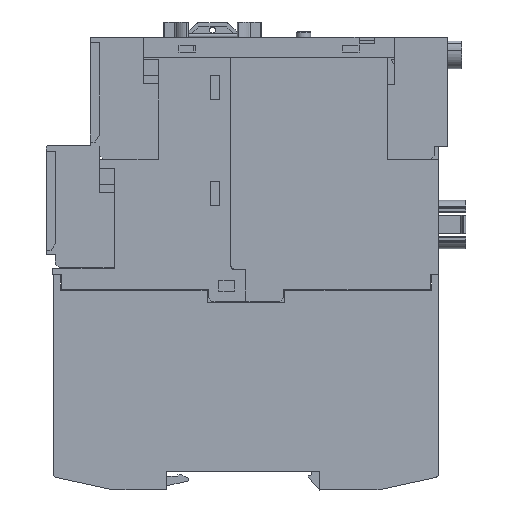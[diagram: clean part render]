
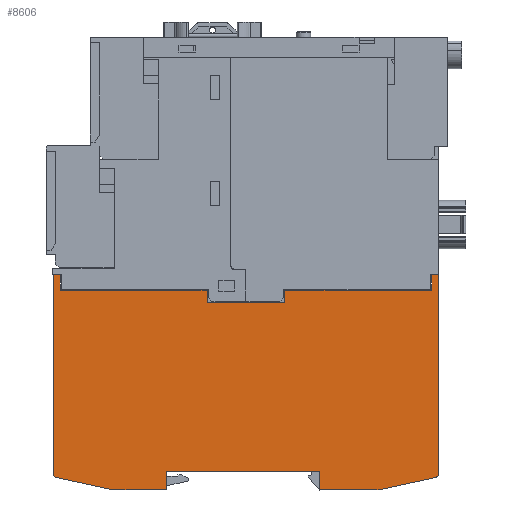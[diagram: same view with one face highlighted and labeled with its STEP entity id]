
A CAD part, left-side view. The second image highlights one B-rep face of the part: STEP entity #8606.
In plain terms, the highlighted planar face has unit normal (-1, 0, 0).
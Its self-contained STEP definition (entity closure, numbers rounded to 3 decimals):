
#8606=ADVANCED_FACE('',(#17856),#17857,.F.);
#17856=FACE_OUTER_BOUND('',#27621,.T.);
#17857=PLANE('',#27622);
#27621=EDGE_LOOP('',(#55343,#55344,#55345,#55346,#55347,#55348,#55349,#55350,#55351,#55352,#55353,#55354,#55355,#55356,#55357,#55358,#55359,#55360,#55361,#55362,#55363,#55364,#55365,#55366));
#27622=AXIS2_PLACEMENT_3D('',#55367,#55368,#55369);
#55343=ORIENTED_EDGE('',*,*,#68304,.T.);
#55344=ORIENTED_EDGE('',*,*,#68261,.T.);
#55345=ORIENTED_EDGE('',*,*,#69964,.T.);
#55346=ORIENTED_EDGE('',*,*,#69965,.T.);
#55347=ORIENTED_EDGE('',*,*,#69966,.T.);
#55348=ORIENTED_EDGE('',*,*,#69967,.T.);
#55349=ORIENTED_EDGE('',*,*,#69968,.T.);
#55350=ORIENTED_EDGE('',*,*,#69969,.T.);
#55351=ORIENTED_EDGE('',*,*,#69970,.T.);
#55352=ORIENTED_EDGE('',*,*,#69971,.T.);
#55353=ORIENTED_EDGE('',*,*,#69972,.T.);
#55354=ORIENTED_EDGE('',*,*,#69973,.T.);
#55355=ORIENTED_EDGE('',*,*,#69974,.T.);
#55356=ORIENTED_EDGE('',*,*,#69975,.F.);
#55357=ORIENTED_EDGE('',*,*,#69976,.T.);
#55358=ORIENTED_EDGE('',*,*,#69977,.T.);
#55359=ORIENTED_EDGE('',*,*,#69978,.T.);
#55360=ORIENTED_EDGE('',*,*,#69979,.T.);
#55361=ORIENTED_EDGE('',*,*,#69980,.T.);
#55362=ORIENTED_EDGE('',*,*,#69981,.T.);
#55363=ORIENTED_EDGE('',*,*,#69982,.T.);
#55364=ORIENTED_EDGE('',*,*,#69983,.F.);
#55365=ORIENTED_EDGE('',*,*,#69984,.T.);
#55366=ORIENTED_EDGE('',*,*,#69960,.T.);
#55367=CARTESIAN_POINT('',(0.1,58.272,28.736));
#55368=DIRECTION('',(1.0,0.0,0.0));
#55369=DIRECTION('',(0.0,0.0,-1.0));
#68261=EDGE_CURVE('',#84654,#84652,#84655,.T.);
#68304=EDGE_CURVE('',#84723,#84654,#84724,.T.);
#69960=EDGE_CURVE('',#87172,#84723,#87173,.T.);
#69964=EDGE_CURVE('',#84652,#87178,#87179,.T.);
#69965=EDGE_CURVE('',#87178,#87180,#87181,.T.);
#69966=EDGE_CURVE('',#87180,#87182,#87183,.T.);
#69967=EDGE_CURVE('',#87182,#87184,#87185,.T.);
#69968=EDGE_CURVE('',#87184,#87186,#87187,.T.);
#69969=EDGE_CURVE('',#87186,#87188,#87189,.T.);
#69970=EDGE_CURVE('',#87188,#87190,#87191,.T.);
#69971=EDGE_CURVE('',#87190,#87192,#87193,.T.);
#69972=EDGE_CURVE('',#87192,#87194,#87195,.T.);
#69973=EDGE_CURVE('',#87194,#87196,#87197,.T.);
#69974=EDGE_CURVE('',#87196,#87198,#87199,.T.);
#69975=EDGE_CURVE('',#87200,#87198,#87201,.T.);
#69976=EDGE_CURVE('',#87200,#87202,#87203,.T.);
#69977=EDGE_CURVE('',#87202,#87204,#87205,.T.);
#69978=EDGE_CURVE('',#87204,#87206,#87207,.T.);
#69979=EDGE_CURVE('',#87206,#87208,#87209,.T.);
#69980=EDGE_CURVE('',#87208,#87210,#87211,.T.);
#69981=EDGE_CURVE('',#87210,#87212,#87213,.T.);
#69982=EDGE_CURVE('',#87212,#87214,#87215,.T.);
#69983=EDGE_CURVE('',#87216,#87214,#87217,.T.);
#69984=EDGE_CURVE('',#87216,#87172,#87218,.T.);
#84652=VERTEX_POINT('',#108434);
#84654=VERTEX_POINT('',#108437);
#84655=LINE('',#108438,#108439);
#84723=VERTEX_POINT('',#108534);
#84724=LINE('',#108535,#108536);
#87172=VERTEX_POINT('',#112010);
#87173=LINE('',#112011,#112012);
#87178=VERTEX_POINT('',#112019);
#87179=LINE('',#112020,#112021);
#87180=VERTEX_POINT('',#112022);
#87181=LINE('',#112023,#112024);
#87182=VERTEX_POINT('',#112025);
#87183=LINE('',#112026,#112027);
#87184=VERTEX_POINT('',#112028);
#87185=LINE('',#112029,#112030);
#87186=VERTEX_POINT('',#112031);
#87187=LINE('',#112032,#112033);
#87188=VERTEX_POINT('',#112034);
#87189=LINE('',#112035,#112036);
#87190=VERTEX_POINT('',#112037);
#87191=LINE('',#112038,#112039);
#87192=VERTEX_POINT('',#112040);
#87193=LINE('',#112041,#112042);
#87194=VERTEX_POINT('',#112043);
#87195=LINE('',#112044,#112045);
#87196=VERTEX_POINT('',#112046);
#87197=LINE('',#112047,#112048);
#87198=VERTEX_POINT('',#112049);
#87199=LINE('',#112050,#112051);
#87200=VERTEX_POINT('',#112052);
#87201=CIRCLE('',#112053,0.8);
#87202=VERTEX_POINT('',#112054);
#87203=LINE('',#112055,#112056);
#87204=VERTEX_POINT('',#112057);
#87205=LINE('',#112058,#112059);
#87206=VERTEX_POINT('',#112060);
#87207=LINE('',#112061,#112062);
#87208=VERTEX_POINT('',#112063);
#87209=LINE('',#112064,#112065);
#87210=VERTEX_POINT('',#112066);
#87211=LINE('',#112067,#112068);
#87212=VERTEX_POINT('',#112069);
#87213=LINE('',#112070,#112071);
#87214=VERTEX_POINT('',#112072);
#87215=LINE('',#112073,#112074);
#87216=VERTEX_POINT('',#112075);
#87217=CIRCLE('',#112076,0.8);
#87218=LINE('',#112077,#112078);
#108434=CARTESIAN_POINT('',(0.1,8.7,57.15));
#108437=CARTESIAN_POINT('',(0.1,7.3,57.15));
#108438=CARTESIAN_POINT('',(0.1,33.299,57.15));
#108439=VECTOR('',#123568,1.0);
#108534=CARTESIAN_POINT('',(0.1,7.3,57.2));
#108535=CARTESIAN_POINT('',(0.1,7.3,55.043));
#108536=VECTOR('',#123623,1.0);
#112010=CARTESIAN_POINT('',(0.1,7.25,57.2));
#112011=CARTESIAN_POINT('',(0.1,7.25,57.2));
#112012=VECTOR('',#125229,1.0);
#112019=CARTESIAN_POINT('',(0.1,9.05,56.8));
#112020=CARTESIAN_POINT('',(0.1,8.65,57.2));
#112021=VECTOR('',#125232,1.0);
#112022=CARTESIAN_POINT('',(0.1,9.05,52.9));
#112023=CARTESIAN_POINT('',(0.1,9.05,56.8));
#112024=VECTOR('',#125233,1.0);
#112025=CARTESIAN_POINT('',(0.1,47.95,52.9));
#112026=CARTESIAN_POINT('',(0.1,9.05,52.9));
#112027=VECTOR('',#125234,1.0);
#112028=CARTESIAN_POINT('',(0.1,47.95,49.7));
#112029=CARTESIAN_POINT('',(0.1,47.95,52.9));
#112030=VECTOR('',#125235,1.0);
#112031=CARTESIAN_POINT('',(0.1,68.55,49.7));
#112032=CARTESIAN_POINT('',(0.1,47.95,49.7));
#112033=VECTOR('',#125236,1.0);
#112034=CARTESIAN_POINT('',(0.1,68.55,52.9));
#112035=CARTESIAN_POINT('',(0.1,68.55,49.7));
#112036=VECTOR('',#125237,1.0);
#112037=CARTESIAN_POINT('',(0.1,107.45,52.9));
#112038=CARTESIAN_POINT('',(0.1,68.55,52.9));
#112039=VECTOR('',#125238,1.0);
#112040=CARTESIAN_POINT('',(0.1,107.45,56.8));
#112041=CARTESIAN_POINT('',(0.1,107.45,52.9));
#112042=VECTOR('',#125239,1.0);
#112043=CARTESIAN_POINT('',(0.1,107.85,57.2));
#112044=CARTESIAN_POINT('',(0.1,107.45,56.8));
#112045=VECTOR('',#125240,1.0);
#112046=CARTESIAN_POINT('',(0.1,109.25,57.2));
#112047=CARTESIAN_POINT('',(0.1,107.85,57.2));
#112048=VECTOR('',#125241,1.0);
#112049=CARTESIAN_POINT('',(0.1,109.25,4.144));
#112050=CARTESIAN_POINT('',(0.1,109.25,57.2));
#112051=VECTOR('',#125242,1.0);
#112052=CARTESIAN_POINT('',(0.1,108.621,3.362));
#112053=AXIS2_PLACEMENT_3D('',#125243,#125244,#125245);
#112054=CARTESIAN_POINT('',(0.1,93.25,0.));
#112055=CARTESIAN_POINT('',(0.1,108.621,3.362));
#112056=VECTOR('',#125246,1.0);
#112057=CARTESIAN_POINT('',(0.1,79.25,0.));
#112058=CARTESIAN_POINT('',(0.1,93.25,0.));
#112059=VECTOR('',#125247,1.0);
#112060=CARTESIAN_POINT('',(0.1,79.25,5.));
#112061=CARTESIAN_POINT('',(0.1,79.25,0.));
#112062=VECTOR('',#125248,1.0);
#112063=CARTESIAN_POINT('',(0.1,38.75,5.));
#112064=CARTESIAN_POINT('',(0.1,79.25,5.));
#112065=VECTOR('',#125249,1.0);
#112066=CARTESIAN_POINT('',(0.1,38.75,0.));
#112067=CARTESIAN_POINT('',(0.1,38.75,5.));
#112068=VECTOR('',#125250,1.0);
#112069=CARTESIAN_POINT('',(0.1,23.25,0.));
#112070=CARTESIAN_POINT('',(0.1,38.75,0.));
#112071=VECTOR('',#125251,1.0);
#112072=CARTESIAN_POINT('',(0.1,7.879,3.362));
#112073=CARTESIAN_POINT('',(0.1,23.25,0.));
#112074=VECTOR('',#125252,1.0);
#112075=CARTESIAN_POINT('',(0.1,7.25,4.144));
#112076=AXIS2_PLACEMENT_3D('',#125253,#125254,#125255);
#112077=CARTESIAN_POINT('',(0.1,7.25,4.144));
#112078=VECTOR('',#125256,1.0);
#123568=DIRECTION('',(0.0,1.0,0.0));
#123623=DIRECTION('',(0.0,0.0,-1.0));
#125229=DIRECTION('',(0.0,1.0,0.0));
#125232=DIRECTION('',(0.0,0.707,-0.707));
#125233=DIRECTION('',(0.0,0.0,-1.0));
#125234=DIRECTION('',(0.0,1.0,0.0));
#125235=DIRECTION('',(0.0,0.0,-1.0));
#125236=DIRECTION('',(0.0,1.0,0.0));
#125237=DIRECTION('',(0.0,0.0,1.0));
#125238=DIRECTION('',(0.0,1.0,0.0));
#125239=DIRECTION('',(0.0,0.0,1.0));
#125240=DIRECTION('',(0.0,0.707,0.707));
#125241=DIRECTION('',(0.0,1.0,0.0));
#125242=DIRECTION('',(0.0,0.0,-1.0));
#125243=CARTESIAN_POINT('',(0.1,108.45,4.144));
#125244=DIRECTION('',(1.0,0.0,0.0));
#125245=DIRECTION('',(0.0,0.214,-0.977));
#125246=DIRECTION('',(0.0,-0.977,-0.214));
#125247=DIRECTION('',(0.0,-1.0,0.0));
#125248=DIRECTION('',(0.0,0.0,1.0));
#125249=DIRECTION('',(0.0,-1.0,0.0));
#125250=DIRECTION('',(0.0,0.0,-1.0));
#125251=DIRECTION('',(0.0,-1.0,0.0));
#125252=DIRECTION('',(0.0,-0.977,0.214));
#125253=CARTESIAN_POINT('',(0.1,8.05,4.144));
#125254=DIRECTION('',(1.0,0.0,0.0));
#125255=DIRECTION('',(0.0,-1.0,0.));
#125256=DIRECTION('',(0.0,0.0,1.0));
